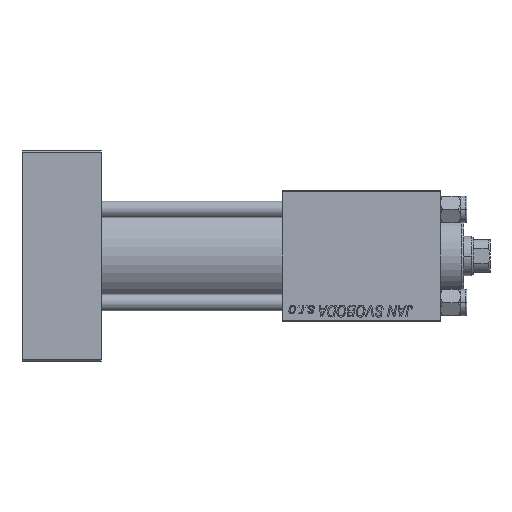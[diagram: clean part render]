
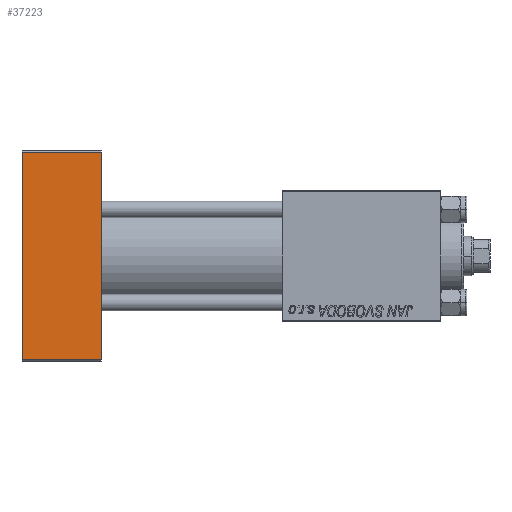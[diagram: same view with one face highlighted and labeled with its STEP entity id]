
A CAD part, front view. The second image highlights one B-rep face of the part: STEP entity #37223.
In plain terms, the highlighted planar face has unit normal (0, -1, 0).
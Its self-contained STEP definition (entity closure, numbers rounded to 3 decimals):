
#716 = CARTESIAN_POINT ( 'NONE',  ( 0., -20., -31.5 ) ) ;
#1766 = DIRECTION ( 'NONE',  ( 0., 1., 0. ) ) ;
#3773 = DIRECTION ( 'NONE',  ( -1., 0., 0. ) ) ;
#4910 = CARTESIAN_POINT ( 'NONE',  ( 0., -20., 31.5 ) ) ;
#5381 = CARTESIAN_POINT ( 'NONE',  ( 0., -20., 32. ) ) ;
#5805 = VECTOR ( 'NONE', #31300, 1000. ) ;
#7034 = VERTEX_POINT ( 'NONE', #12111 ) ;
#8448 = ORIENTED_EDGE ( 'NONE', *, *, #19803, .T. ) ;
#11655 = CARTESIAN_POINT ( 'NONE',  ( 24., -20., 32. ) ) ;
#12111 = CARTESIAN_POINT ( 'NONE',  ( 24., -20., 31.5 ) ) ;
#13749 = EDGE_CURVE ( 'NONE', #7034, #47768, #15939, .T. ) ;
#14662 = CARTESIAN_POINT ( 'NONE',  ( 24., -20., -31.5 ) ) ;
#14663 = LINE ( 'NONE', #17517, #19567 ) ;
#15939 = LINE ( 'NONE', #11655, #5805 ) ;
#17517 = CARTESIAN_POINT ( 'NONE',  ( 24., -20., 31.5 ) ) ;
#17689 = CARTESIAN_POINT ( 'NONE',  ( 24., -20., 32. ) ) ;
#17705 = DIRECTION ( 'NONE',  ( 1., 0., 0. ) ) ;
#17943 = PLANE ( 'NONE',  #47357 ) ;
#19567 = VECTOR ( 'NONE', #3773, 1000. ) ;
#19803 = EDGE_CURVE ( 'NONE', #7034, #49016, #14663, .T. ) ;
#19913 = VERTEX_POINT ( 'NONE', #716 ) ;
#22224 = LINE ( 'NONE', #14662, #48740 ) ;
#24512 = EDGE_CURVE ( 'NONE', #49016, #19913, #36411, .T. ) ;
#25089 = EDGE_CURVE ( 'NONE', #19913, #47768, #22224, .T. ) ;
#31300 = DIRECTION ( 'NONE',  ( 0., 0., -1. ) ) ;
#32468 = ORIENTED_EDGE ( 'NONE', *, *, #24512, .T. ) ;
#32885 = DIRECTION ( 'NONE',  ( 0., 0., -1. ) ) ;
#33745 = ORIENTED_EDGE ( 'NONE', *, *, #13749, .F. ) ;
#36335 = FACE_OUTER_BOUND ( 'NONE', #42172, .T. ) ;
#36411 = LINE ( 'NONE', #5381, #46275 ) ;
#36831 = DIRECTION ( 'NONE',  ( 0., 0., 1. ) ) ;
#37223 = ADVANCED_FACE ( 'NONE', ( #36335 ), #17943, .F. ) ;
#37993 = ORIENTED_EDGE ( 'NONE', *, *, #25089, .T. ) ;
#40755 = CARTESIAN_POINT ( 'NONE',  ( 24., -20., -31.5 ) ) ;
#42172 = EDGE_LOOP ( 'NONE', ( #32468, #37993, #33745, #8448 ) ) ;
#46275 = VECTOR ( 'NONE', #32885, 1000. ) ;
#47357 = AXIS2_PLACEMENT_3D ( 'NONE', #17689, #1766, #36831 ) ;
#47768 = VERTEX_POINT ( 'NONE', #40755 ) ;
#48740 = VECTOR ( 'NONE', #17705, 1000. ) ;
#49016 = VERTEX_POINT ( 'NONE', #4910 ) ;
